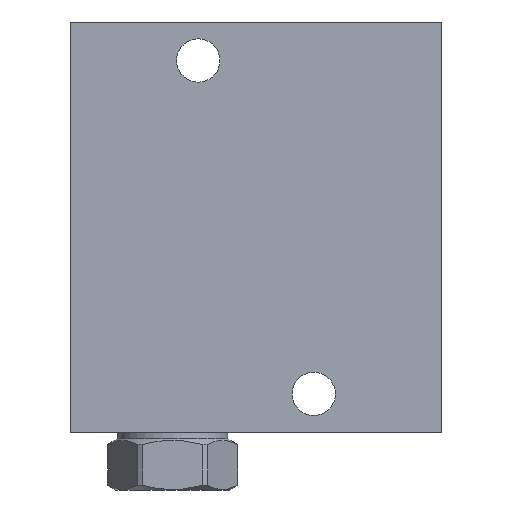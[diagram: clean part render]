
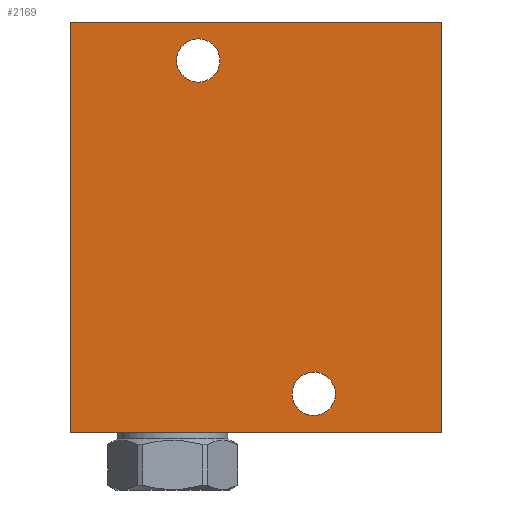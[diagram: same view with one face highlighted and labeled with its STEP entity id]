
A CAD part, front view. The second image highlights one B-rep face of the part: STEP entity #2169.
In plain terms, the highlighted planar face has unit normal (0, -1, 0).
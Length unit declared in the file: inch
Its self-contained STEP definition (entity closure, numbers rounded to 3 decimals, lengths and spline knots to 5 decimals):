
#5=DIRECTION('',(1.,0.,0.));
#6=VECTOR('',#5,3.625);
#7=CARTESIAN_POINT('',(0.,-1.5,0.));
#8=LINE('',#7,#6);
#75=DIRECTION('',(0.,0.,1.));
#76=VECTOR('',#75,4.);
#77=CARTESIAN_POINT('',(3.625,-1.5,0.));
#78=LINE('',#77,#76);
#99=DIRECTION('',(0.,0.,1.));
#100=VECTOR('',#99,4.);
#101=CARTESIAN_POINT('',(0.,-1.5,0.));
#102=LINE('',#101,#100);
#103=CARTESIAN_POINT('',(1.25,-1.5,3.625));
#104=DIRECTION('',(0.,-1.,0.));
#105=DIRECTION('',(-1.,0.,0.));
#106=AXIS2_PLACEMENT_3D('',#103,#104,#105);
#108=CARTESIAN_POINT('',(1.25,-1.5,3.625));
#109=DIRECTION('',(0.,-1.,0.));
#110=DIRECTION('',(1.,0.,0.));
#111=AXIS2_PLACEMENT_3D('',#108,#109,#110);
#113=CARTESIAN_POINT('',(2.375,-1.5,0.375));
#114=DIRECTION('',(0.,-1.,0.));
#115=DIRECTION('',(-1.,0.,0.));
#116=AXIS2_PLACEMENT_3D('',#113,#114,#115);
#118=CARTESIAN_POINT('',(2.375,-1.5,0.375));
#119=DIRECTION('',(0.,-1.,0.));
#120=DIRECTION('',(1.,0.,0.));
#121=AXIS2_PLACEMENT_3D('',#118,#119,#120);
#135=DIRECTION('',(1.,0.,0.));
#136=VECTOR('',#135,3.625);
#137=CARTESIAN_POINT('',(0.,-1.5,4.));
#138=LINE('',#137,#136);
#1775=CARTESIAN_POINT('',(0.,-1.5,0.));
#1777=VERTEX_POINT('',#1775);
#1778=CARTESIAN_POINT('',(3.625,-1.5,0.));
#1779=VERTEX_POINT('',#1778);
#1783=CARTESIAN_POINT('',(0.,-1.5,4.));
#1785=VERTEX_POINT('',#1783);
#1786=CARTESIAN_POINT('',(3.625,-1.5,4.));
#1787=VERTEX_POINT('',#1786);
#1932=CARTESIAN_POINT('',(1.039,-1.5,3.625));
#1933=CARTESIAN_POINT('',(1.461,-1.5,3.625));
#1934=VERTEX_POINT('',#1932);
#1935=VERTEX_POINT('',#1933);
#1940=CARTESIAN_POINT('',(2.164,-1.5,0.375));
#1941=CARTESIAN_POINT('',(2.586,-1.5,0.375));
#1942=VERTEX_POINT('',#1940);
#1943=VERTEX_POINT('',#1941);
#2145=CARTESIAN_POINT('',(0.,-1.5,0.));
#2146=DIRECTION('',(0.,-1.,0.));
#2147=DIRECTION('',(1.,0.,0.));
#2148=AXIS2_PLACEMENT_3D('',#2145,#2146,#2147);
#2149=PLANE('',#2148);
#2150=ORIENTED_EDGE('',*,*,#2051,.F.);
#2151=ORIENTED_EDGE('',*,*,#2076,.T.);
#2153=ORIENTED_EDGE('',*,*,#2152,.T.);
#2154=ORIENTED_EDGE('',*,*,#2125,.F.);
#2155=EDGE_LOOP('',(#2150,#2151,#2153,#2154));
#2156=FACE_OUTER_BOUND('',#2155,.F.);
#2158=ORIENTED_EDGE('',*,*,#2157,.T.);
#2160=ORIENTED_EDGE('',*,*,#2159,.T.);
#2161=EDGE_LOOP('',(#2158,#2160));
#2162=FACE_BOUND('',#2161,.F.);
#2164=ORIENTED_EDGE('',*,*,#2163,.T.);
#2166=ORIENTED_EDGE('',*,*,#2165,.T.);
#2167=EDGE_LOOP('',(#2164,#2166));
#2168=FACE_BOUND('',#2167,.F.);
#2169=ADVANCED_FACE('',(#2156,#2162,#2168),#2149,.T.);
#107=CIRCLE('',#106,0.211);
#112=CIRCLE('',#111,0.211);
#117=CIRCLE('',#116,0.211);
#122=CIRCLE('',#121,0.211);
#2051=EDGE_CURVE('',#1777,#1779,#8,.T.);
#2076=EDGE_CURVE('',#1777,#1785,#102,.T.);
#2125=EDGE_CURVE('',#1779,#1787,#78,.T.);
#2152=EDGE_CURVE('',#1785,#1787,#138,.T.);
#2157=EDGE_CURVE('',#1934,#1935,#107,.T.);
#2159=EDGE_CURVE('',#1935,#1934,#112,.T.);
#2163=EDGE_CURVE('',#1942,#1943,#117,.T.);
#2165=EDGE_CURVE('',#1943,#1942,#122,.T.);
